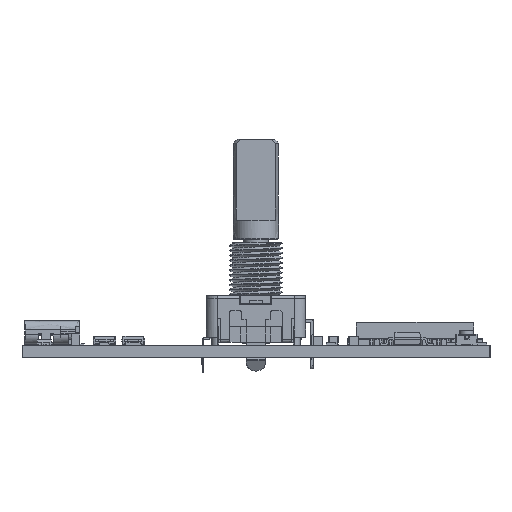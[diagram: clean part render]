
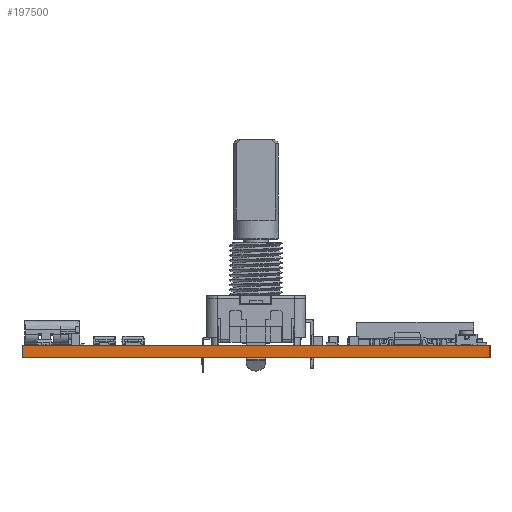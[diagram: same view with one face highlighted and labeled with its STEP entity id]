
A CAD part, left-side view. The second image highlights one B-rep face of the part: STEP entity #197500.
In plain terms, the highlighted planar face has unit normal (-1, 0, 0).
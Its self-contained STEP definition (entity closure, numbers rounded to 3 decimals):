
#197319 = PLANE('',#197320);
#197320 = AXIS2_PLACEMENT_3D('',#197321,#197322,#197323);
#197321 = CARTESIAN_POINT('',(197.243,-64.77,0.));
#197322 = DIRECTION('',(0.,-1.,0.));
#197323 = DIRECTION('',(-1.,0.,0.));
#197344 = VERTEX_POINT('',#197345);
#197345 = CARTESIAN_POINT('',(95.239,-64.77,1.6));
#197359 = PLANE('',#197360);
#197360 = AXIS2_PLACEMENT_3D('',#197361,#197362,#197363);
#197361 = CARTESIAN_POINT('',(146.241,-95.774,1.6));
#197362 = DIRECTION('',(0.,0.,1.));
#197363 = DIRECTION('',(1.,0.,-0.));
#197371 = EDGE_CURVE('',#197372,#197344,#197374,.T.);
#197372 = VERTEX_POINT('',#197373);
#197373 = CARTESIAN_POINT('',(95.239,-64.77,0.));
#197374 = SURFACE_CURVE('',#197375,(#197379,#197386),.PCURVE_S1.);
#197375 = LINE('',#197376,#197377);
#197376 = CARTESIAN_POINT('',(95.239,-64.77,0.));
#197377 = VECTOR('',#197378,1.);
#197378 = DIRECTION('',(0.,0.,1.));
#197379 = PCURVE('',#197319,#197380);
#197380 = DEFINITIONAL_REPRESENTATION('',(#197381),#197385);
#197381 = LINE('',#197382,#197383);
#197382 = CARTESIAN_POINT('',(102.004,0.));
#197383 = VECTOR('',#197384,1.);
#197384 = DIRECTION('',(0.,-1.));
#197385 = ( GEOMETRIC_REPRESENTATION_CONTEXT(2) 
PARAMETRIC_REPRESENTATION_CONTEXT() REPRESENTATION_CONTEXT('2D SPACE',''
  ) );
#197386 = PCURVE('',#197387,#197392);
#197387 = PLANE('',#197388);
#197388 = AXIS2_PLACEMENT_3D('',#197389,#197390,#197391);
#197389 = CARTESIAN_POINT('',(95.239,-64.77,0.));
#197390 = DIRECTION('',(1.,0.,-0.));
#197391 = DIRECTION('',(0.,-1.,0.));
#197392 = DEFINITIONAL_REPRESENTATION('',(#197393),#197397);
#197393 = LINE('',#197394,#197395);
#197394 = CARTESIAN_POINT('',(0.,0.));
#197395 = VECTOR('',#197396,1.);
#197396 = DIRECTION('',(0.,-1.));
#197397 = ( GEOMETRIC_REPRESENTATION_CONTEXT(2) 
PARAMETRIC_REPRESENTATION_CONTEXT() REPRESENTATION_CONTEXT('2D SPACE',''
  ) );
#197413 = PLANE('',#197414);
#197414 = AXIS2_PLACEMENT_3D('',#197415,#197416,#197417);
#197415 = CARTESIAN_POINT('',(146.241,-95.774,0.));
#197416 = DIRECTION('',(0.,0.,1.));
#197417 = DIRECTION('',(1.,0.,-0.));
#197446 = PLANE('',#197447);
#197447 = AXIS2_PLACEMENT_3D('',#197448,#197449,#197450);
#197448 = CARTESIAN_POINT('',(95.239,-126.778,0.));
#197449 = DIRECTION('',(0.,1.,0.));
#197450 = DIRECTION('',(1.,0.,0.));
#197500 = ADVANCED_FACE('',(#197501),#197387,.F.);
#197501 = FACE_BOUND('',#197502,.F.);
#197502 = EDGE_LOOP('',(#197503,#197504,#197527,#197550));
#197503 = ORIENTED_EDGE('',*,*,#197371,.T.);
#197504 = ORIENTED_EDGE('',*,*,#197505,.T.);
#197505 = EDGE_CURVE('',#197344,#197506,#197508,.T.);
#197506 = VERTEX_POINT('',#197507);
#197507 = CARTESIAN_POINT('',(95.239,-126.778,1.6));
#197508 = SURFACE_CURVE('',#197509,(#197513,#197520),.PCURVE_S1.);
#197509 = LINE('',#197510,#197511);
#197510 = CARTESIAN_POINT('',(95.239,-64.77,1.6));
#197511 = VECTOR('',#197512,1.);
#197512 = DIRECTION('',(0.,-1.,0.));
#197513 = PCURVE('',#197387,#197514);
#197514 = DEFINITIONAL_REPRESENTATION('',(#197515),#197519);
#197515 = LINE('',#197516,#197517);
#197516 = CARTESIAN_POINT('',(0.,-1.6));
#197517 = VECTOR('',#197518,1.);
#197518 = DIRECTION('',(1.,0.));
#197519 = ( GEOMETRIC_REPRESENTATION_CONTEXT(2) 
PARAMETRIC_REPRESENTATION_CONTEXT() REPRESENTATION_CONTEXT('2D SPACE',''
  ) );
#197520 = PCURVE('',#197359,#197521);
#197521 = DEFINITIONAL_REPRESENTATION('',(#197522),#197526);
#197522 = LINE('',#197523,#197524);
#197523 = CARTESIAN_POINT('',(-51.002,31.004));
#197524 = VECTOR('',#197525,1.);
#197525 = DIRECTION('',(0.,-1.));
#197526 = ( GEOMETRIC_REPRESENTATION_CONTEXT(2) 
PARAMETRIC_REPRESENTATION_CONTEXT() REPRESENTATION_CONTEXT('2D SPACE',''
  ) );
#197527 = ORIENTED_EDGE('',*,*,#197528,.F.);
#197528 = EDGE_CURVE('',#197529,#197506,#197531,.T.);
#197529 = VERTEX_POINT('',#197530);
#197530 = CARTESIAN_POINT('',(95.239,-126.778,0.));
#197531 = SURFACE_CURVE('',#197532,(#197536,#197543),.PCURVE_S1.);
#197532 = LINE('',#197533,#197534);
#197533 = CARTESIAN_POINT('',(95.239,-126.778,0.));
#197534 = VECTOR('',#197535,1.);
#197535 = DIRECTION('',(0.,0.,1.));
#197536 = PCURVE('',#197387,#197537);
#197537 = DEFINITIONAL_REPRESENTATION('',(#197538),#197542);
#197538 = LINE('',#197539,#197540);
#197539 = CARTESIAN_POINT('',(62.008,0.));
#197540 = VECTOR('',#197541,1.);
#197541 = DIRECTION('',(0.,-1.));
#197542 = ( GEOMETRIC_REPRESENTATION_CONTEXT(2) 
PARAMETRIC_REPRESENTATION_CONTEXT() REPRESENTATION_CONTEXT('2D SPACE',''
  ) );
#197543 = PCURVE('',#197446,#197544);
#197544 = DEFINITIONAL_REPRESENTATION('',(#197545),#197549);
#197545 = LINE('',#197546,#197547);
#197546 = CARTESIAN_POINT('',(0.,0.));
#197547 = VECTOR('',#197548,1.);
#197548 = DIRECTION('',(0.,-1.));
#197549 = ( GEOMETRIC_REPRESENTATION_CONTEXT(2) 
PARAMETRIC_REPRESENTATION_CONTEXT() REPRESENTATION_CONTEXT('2D SPACE',''
  ) );
#197550 = ORIENTED_EDGE('',*,*,#197551,.F.);
#197551 = EDGE_CURVE('',#197372,#197529,#197552,.T.);
#197552 = SURFACE_CURVE('',#197553,(#197557,#197564),.PCURVE_S1.);
#197553 = LINE('',#197554,#197555);
#197554 = CARTESIAN_POINT('',(95.239,-64.77,0.));
#197555 = VECTOR('',#197556,1.);
#197556 = DIRECTION('',(0.,-1.,0.));
#197557 = PCURVE('',#197387,#197558);
#197558 = DEFINITIONAL_REPRESENTATION('',(#197559),#197563);
#197559 = LINE('',#197560,#197561);
#197560 = CARTESIAN_POINT('',(0.,0.));
#197561 = VECTOR('',#197562,1.);
#197562 = DIRECTION('',(1.,0.));
#197563 = ( GEOMETRIC_REPRESENTATION_CONTEXT(2) 
PARAMETRIC_REPRESENTATION_CONTEXT() REPRESENTATION_CONTEXT('2D SPACE',''
  ) );
#197564 = PCURVE('',#197413,#197565);
#197565 = DEFINITIONAL_REPRESENTATION('',(#197566),#197570);
#197566 = LINE('',#197567,#197568);
#197567 = CARTESIAN_POINT('',(-51.002,31.004));
#197568 = VECTOR('',#197569,1.);
#197569 = DIRECTION('',(0.,-1.));
#197570 = ( GEOMETRIC_REPRESENTATION_CONTEXT(2) 
PARAMETRIC_REPRESENTATION_CONTEXT() REPRESENTATION_CONTEXT('2D SPACE',''
  ) );
